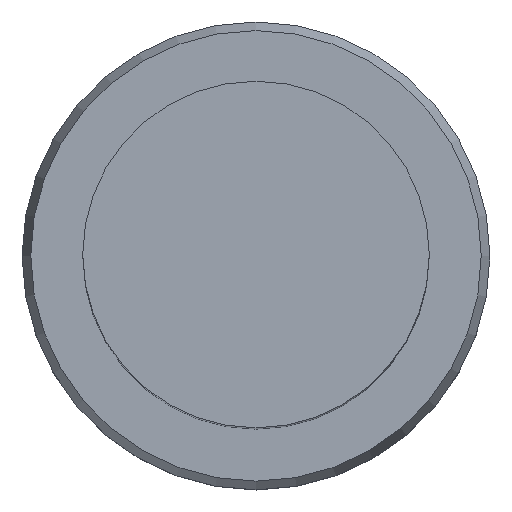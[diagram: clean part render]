
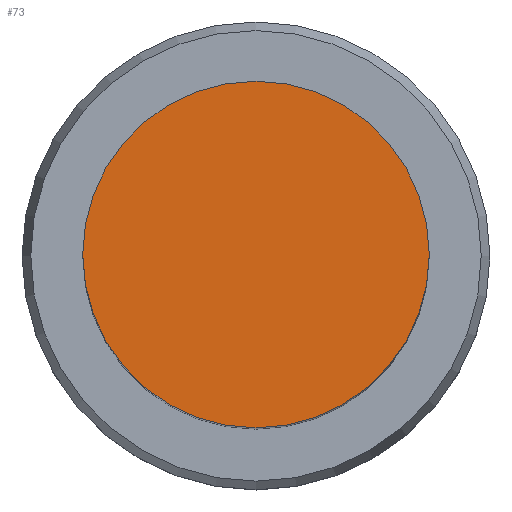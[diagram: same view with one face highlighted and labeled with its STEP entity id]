
A CAD part, top view. The second image highlights one B-rep face of the part: STEP entity #73.
In plain terms, the highlighted planar face has unit normal (0, 0, 1).
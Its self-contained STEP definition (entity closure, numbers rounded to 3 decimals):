
#54=EDGE_CURVE('240[2]',#142,#142,#143,.T.);
#73=ADVANCED_FACE('240[2]',(#171),#172,.T.);
#142=VERTEX_POINT('',#260);
#143=CIRCLE('',#261,10.);
#171=FACE_OUTER_BOUND('',#297,.T.);
#172=PLANE('',#298);
#260=CARTESIAN_POINT('',(0.,10.,121.));
#261=AXIS2_PLACEMENT_3D('',#395,#396,#397);
#297=EDGE_LOOP('',(#426));
#298=AXIS2_PLACEMENT_3D('',#427,#428,#429);
#395=CARTESIAN_POINT('',(0.,0.,121.));
#396=DIRECTION('',(0.,0.,-1.0));
#397=DIRECTION('',(0.,1.0,0.));
#426=ORIENTED_EDGE('',*,*,#54,.F.);
#427=CARTESIAN_POINT('',(0.,5.,121.));
#428=DIRECTION('',(0.,0.,1.0));
#429=DIRECTION('',(1.0,0.,0.0));
